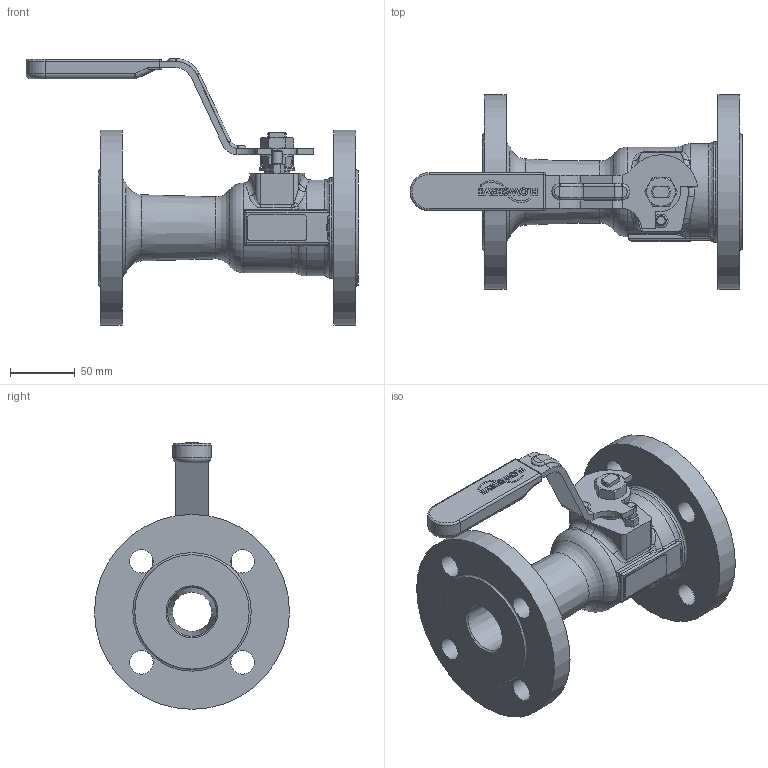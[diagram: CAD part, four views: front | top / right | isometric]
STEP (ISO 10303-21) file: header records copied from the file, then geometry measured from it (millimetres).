
FILE_DESCRIPTION(/* description */ (''),/* implementation_level */ '2;1');
FILE_NAME(/* name */ 'GA-F54-15-D40-W-A-1.stp',/* time_stamp */ '2019-09-19T08:51:14+01:00',/* author */ ('jaday'),/* organization */ (''),/* preprocessor_version */ 'ST-DEVELOPER v16.1',/* originating_system */ 'Autodesk Inventor 2016',/* authorisation */ '');
FILE_SCHEMA (('AUTOMOTIVE_DESIGN { 1 0 10303 214 3 1 1 }'));
Length unit declared in the file: millimetre
Products named in the file (1): GA-F54-15-D40-W-A-1
Bounding box: 255.46 x 150 x 205.2 mm (x, y, z)
Volume: 1003938.1 mm3; surface area: 157993.4 mm2
Topology: 1 solids, 1 shells, 493 faces, 1278 edges, 793 vertices
Faces by surface type: plane 254, cylinder 122, bspline 54, cone 35, torus 22, sphere 6
Full cylindrical faces by diameter (mm): 3.393 x1, 7.925 x1, 18 x8, 19.89 x1, 22.12 x1, 27 x1, 30.235 x1, 38.25 x1, 69 x1, 77.4 x1, 150 x2
Entity records: 16202 total; most frequent: CARTESIAN_POINT 4216, ORIENTED_EDGE 2448, DIRECTION 2235, EDGE_CURVE 1224, VERTEX_POINT 781, AXIS2_PLACEMENT_3D 776, LINE 683, VECTOR 683
